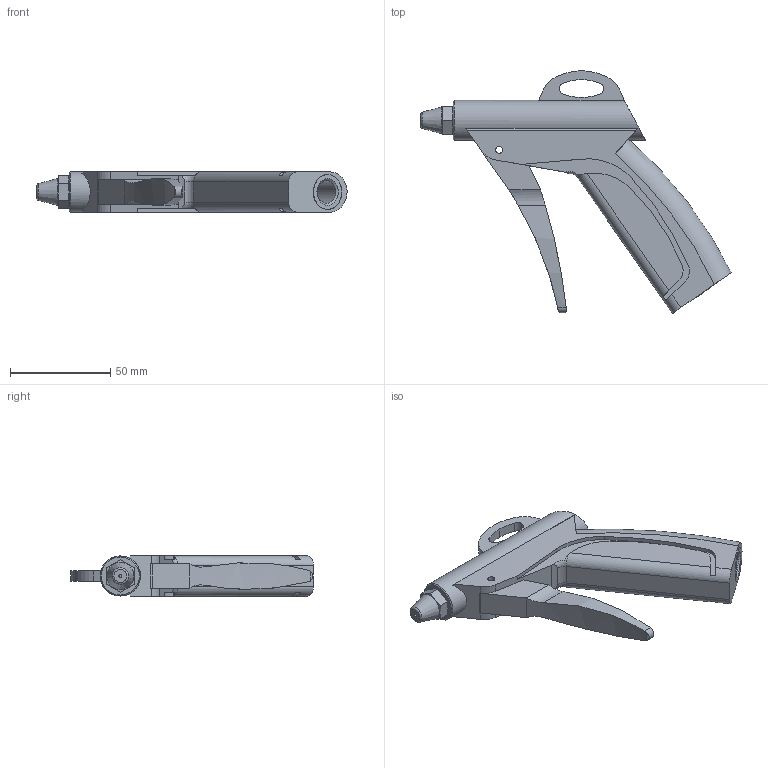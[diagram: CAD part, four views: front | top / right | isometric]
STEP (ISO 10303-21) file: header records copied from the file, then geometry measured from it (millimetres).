
FILE_DESCRIPTION(/* description */ ('STEP AP214'),/* implementation_level */ '2;1');
FILE_NAME(/* name */ '184318_LSP-1_4-C',/* time_stamp */ '2024-08-21T12:29:29+02:00',/* author */ ('License CC BY-ND 4.0'),/* organization */ ('CADENAS'),/* preprocessor_version */ 'ST-DEVELOPER v19.3',/* originating_system */ 'PARTsolutions',/* authorisation */ ' ');
FILE_SCHEMA (('AUTOMOTIVE_DESIGN {1 0 10303 214 3 1 1}'));
Length unit declared in the file: millimetre
Products named in the file (1): 184318 LSP-1/4-C
Bounding box: 154.52 x 121 x 20 mm (x, y, z)
Volume: 113080.7 mm3; surface area: 23774.1 mm2
Topology: 1 solids, 1 shells, 99 faces, 257 edges, 166 vertices
Faces by surface type: cylinder 43, plane 42, cone 10, torus 4
Full cylindrical faces by diameter (mm): 1.5 x1, 3.5 x1, 11.445 x1, 17.4 x1, 20 x1
Entity records: 3092 total; most frequent: CARTESIAN_POINT 661, DIRECTION 504, ORIENTED_EDGE 492, EDGE_CURVE 246, AXIS2_PLACEMENT_3D 196, VERTEX_POINT 165, EDGE_LOOP 119, FACE_BOUND 119
